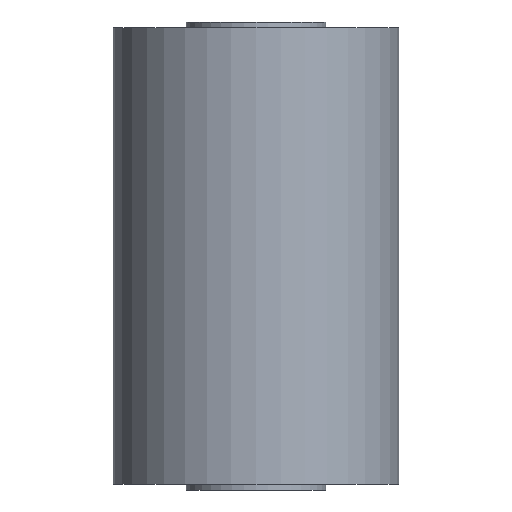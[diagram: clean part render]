
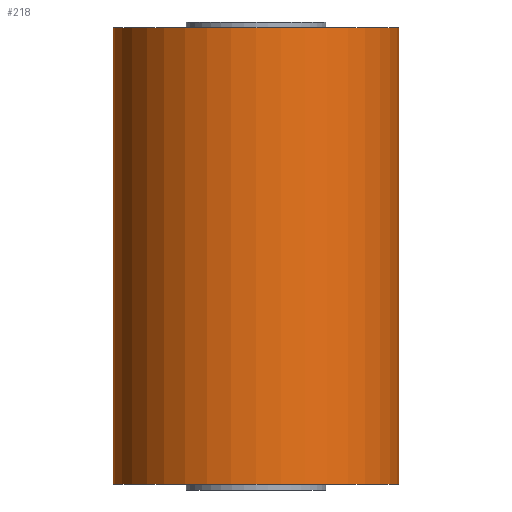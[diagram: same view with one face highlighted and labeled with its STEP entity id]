
A CAD part, front view. The second image highlights one B-rep face of the part: STEP entity #218.
In plain terms, the highlighted cylindrical face has radius 25 mm (diameter 50 mm), a partial arc.
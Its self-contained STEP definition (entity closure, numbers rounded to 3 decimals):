
#1 = DIRECTION ( 'NONE',  ( 1., 0., 0. ) ) ;
#25 = CARTESIAN_POINT ( 'NONE',  ( 25., 0., -40. ) ) ;
#32 = AXIS2_PLACEMENT_3D ( 'NONE', #282, #109, #1 ) ;
#36 = ORIENTED_EDGE ( 'NONE', *, *, #206, .F. ) ;
#52 = CARTESIAN_POINT ( 'NONE',  ( -25., 0., -40. ) ) ;
#55 = LINE ( 'NONE', #227, #283 ) ;
#70 = CARTESIAN_POINT ( 'NONE',  ( -25., 0., 40. ) ) ;
#75 = CIRCLE ( 'NONE', #168, 25. ) ;
#78 = EDGE_LOOP ( 'NONE', ( #239, #369, #183, #36 ) ) ;
#109 = DIRECTION ( 'NONE',  ( 0., 0., 1. ) ) ;
#127 = EDGE_CURVE ( 'NONE', #307, #163, #215, .T. ) ;
#141 = CARTESIAN_POINT ( 'NONE',  ( 0., 0., 40. ) ) ;
#163 = VERTEX_POINT ( 'NONE', #70 ) ;
#167 = DIRECTION ( 'NONE',  ( 0., 0., 1. ) ) ;
#168 = AXIS2_PLACEMENT_3D ( 'NONE', #253, #167, #254 ) ;
#170 = DIRECTION ( 'NONE',  ( 0., 0., 1. ) ) ;
#171 = FACE_OUTER_BOUND ( 'NONE', #78, .T. ) ;
#172 = DIRECTION ( 'NONE',  ( 0., 0., 1. ) ) ;
#182 = AXIS2_PLACEMENT_3D ( 'NONE', #141, #170, #347 ) ;
#183 = ORIENTED_EDGE ( 'NONE', *, *, #301, .T. ) ;
#206 = EDGE_CURVE ( 'NONE', #163, #220, #271, .T. ) ;
#210 = VECTOR ( 'NONE', #240, 1000. ) ;
#215 = LINE ( 'NONE', #247, #210 ) ;
#218 = ADVANCED_FACE ( 'NONE', ( #171 ), #372, .T. ) ;
#220 = VERTEX_POINT ( 'NONE', #250 ) ;
#227 = CARTESIAN_POINT ( 'NONE',  ( 25., 0., 68.533 ) ) ;
#239 = ORIENTED_EDGE ( 'NONE', *, *, #127, .F. ) ;
#240 = DIRECTION ( 'NONE',  ( 0., 0., 1. ) ) ;
#243 = VERTEX_POINT ( 'NONE', #25 ) ;
#247 = CARTESIAN_POINT ( 'NONE',  ( -25., 0., 68.533 ) ) ;
#250 = CARTESIAN_POINT ( 'NONE',  ( 25., 0., 40. ) ) ;
#253 = CARTESIAN_POINT ( 'NONE',  ( 0., 0., -40. ) ) ;
#254 = DIRECTION ( 'NONE',  ( 1., 0., 0. ) ) ;
#271 = CIRCLE ( 'NONE', #182, 25. ) ;
#280 = EDGE_CURVE ( 'NONE', #307, #243, #75, .T. ) ;
#282 = CARTESIAN_POINT ( 'NONE',  ( 0., 0., 68.533 ) ) ;
#283 = VECTOR ( 'NONE', #172, 1000. ) ;
#301 = EDGE_CURVE ( 'NONE', #243, #220, #55, .T. ) ;
#307 = VERTEX_POINT ( 'NONE', #52 ) ;
#347 = DIRECTION ( 'NONE',  ( 1., 0., 0. ) ) ;
#369 = ORIENTED_EDGE ( 'NONE', *, *, #280, .T. ) ;
#372 = CYLINDRICAL_SURFACE ( 'NONE', #32, 25. ) ;
